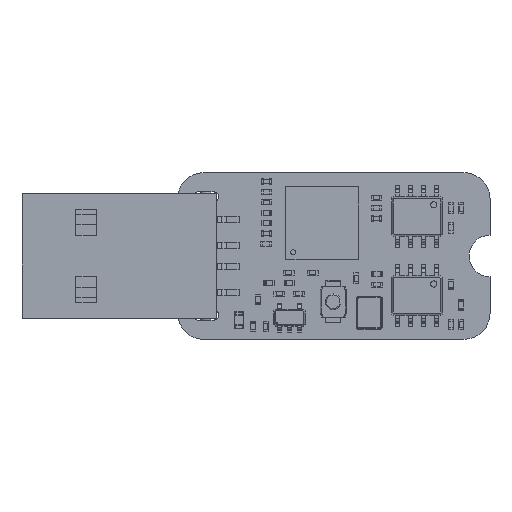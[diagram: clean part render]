
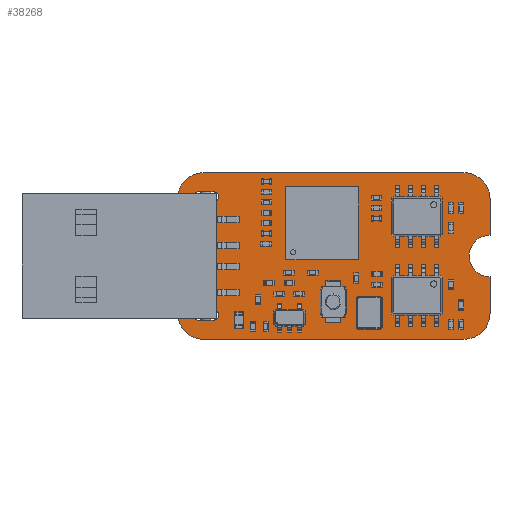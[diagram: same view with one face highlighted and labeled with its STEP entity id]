
A CAD part, top view. The second image highlights one B-rep face of the part: STEP entity #38268.
In plain terms, the highlighted planar face has unit normal (0, 0, 1).
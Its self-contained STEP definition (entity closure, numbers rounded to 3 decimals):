
#37932 = VERTEX_POINT('',#37933);
#37933 = CARTESIAN_POINT('',(127.5,-100.,1.6));
#37939 = EDGE_CURVE('',#37932,#37940,#37942,.T.);
#37940 = VERTEX_POINT('',#37941);
#37941 = CARTESIAN_POINT('',(130.,-102.5,1.6));
#37942 = CIRCLE('',#37943,2.5);
#37943 = AXIS2_PLACEMENT_3D('',#37944,#37945,#37946);
#37944 = CARTESIAN_POINT('',(127.5,-102.5,1.6));
#37945 = DIRECTION('',(0.,0.,-1.));
#37946 = DIRECTION('',(0.,1.,0.));
#37974 = VERTEX_POINT('',#37975);
#37975 = CARTESIAN_POINT('',(102.5,-100.,1.6));
#37981 = EDGE_CURVE('',#37974,#37932,#37982,.T.);
#37982 = LINE('',#37983,#37984);
#37983 = CARTESIAN_POINT('',(102.5,-100.,1.6));
#37984 = VECTOR('',#37985,1.);
#37985 = DIRECTION('',(1.,0.,0.));
#38003 = EDGE_CURVE('',#37940,#38004,#38006,.T.);
#38004 = VERTEX_POINT('',#38005);
#38005 = CARTESIAN_POINT('',(130.,-106.,1.6));
#38006 = LINE('',#38007,#38008);
#38007 = CARTESIAN_POINT('',(130.,-102.5,1.6));
#38008 = VECTOR('',#38009,1.);
#38009 = DIRECTION('',(0.,-1.,0.));
#38268 = ADVANCED_FACE('',(#38269,#38364,#38400,#38411,#38422,#38458,
    #38469,#38480,#38491),#38502,.T.);
#38269 = FACE_BOUND('',#38270,.T.);
#38270 = EDGE_LOOP('',(#38271,#38272,#38273,#38281,#38290,#38298,#38306,
    #38315,#38323,#38331,#38340,#38348,#38356,#38363));
#38271 = ORIENTED_EDGE('',*,*,#37939,.F.);
#38272 = ORIENTED_EDGE('',*,*,#37981,.F.);
#38273 = ORIENTED_EDGE('',*,*,#38274,.F.);
#38274 = EDGE_CURVE('',#38275,#37974,#38277,.T.);
#38275 = VERTEX_POINT('',#38276);
#38276 = CARTESIAN_POINT('',(102.336,-100.003,1.6));
#38277 = LINE('',#38278,#38279);
#38278 = CARTESIAN_POINT('',(102.336,-100.003,1.6));
#38279 = VECTOR('',#38280,1.);
#38280 = DIRECTION('',(1.,0.016,0.));
#38281 = ORIENTED_EDGE('',*,*,#38282,.F.);
#38282 = EDGE_CURVE('',#38283,#38275,#38285,.T.);
#38283 = VERTEX_POINT('',#38284);
#38284 = CARTESIAN_POINT('',(100.,-102.5,1.6));
#38285 = CIRCLE('',#38286,2.498);
#38286 = AXIS2_PLACEMENT_3D('',#38287,#38288,#38289);
#38287 = CARTESIAN_POINT('',(102.498,-102.495,1.6));
#38288 = DIRECTION('',(0.,0.,-1.));
#38289 = DIRECTION('',(-1.,-0.002,-0.));
#38290 = ORIENTED_EDGE('',*,*,#38291,.F.);
#38291 = EDGE_CURVE('',#38292,#38283,#38294,.T.);
#38292 = VERTEX_POINT('',#38293);
#38293 = CARTESIAN_POINT('',(100.,-113.5,1.6));
#38294 = LINE('',#38295,#38296);
#38295 = CARTESIAN_POINT('',(100.,-113.5,1.6));
#38296 = VECTOR('',#38297,1.);
#38297 = DIRECTION('',(0.,1.,0.));
#38298 = ORIENTED_EDGE('',*,*,#38299,.F.);
#38299 = EDGE_CURVE('',#38300,#38292,#38302,.T.);
#38300 = VERTEX_POINT('',#38301);
#38301 = CARTESIAN_POINT('',(100.003,-113.664,1.6));
#38302 = LINE('',#38303,#38304);
#38303 = CARTESIAN_POINT('',(100.003,-113.664,1.6));
#38304 = VECTOR('',#38305,1.);
#38305 = DIRECTION('',(-0.016,1.,0.));
#38306 = ORIENTED_EDGE('',*,*,#38307,.F.);
#38307 = EDGE_CURVE('',#38308,#38300,#38310,.T.);
#38308 = VERTEX_POINT('',#38309);
#38309 = CARTESIAN_POINT('',(102.5,-116.,1.6));
#38310 = CIRCLE('',#38311,2.498);
#38311 = AXIS2_PLACEMENT_3D('',#38312,#38313,#38314);
#38312 = CARTESIAN_POINT('',(102.495,-113.502,1.6));
#38313 = DIRECTION('',(0.,0.,-1.));
#38314 = DIRECTION('',(0.002,-1.,0.));
#38315 = ORIENTED_EDGE('',*,*,#38316,.F.);
#38316 = EDGE_CURVE('',#38317,#38308,#38319,.T.);
#38317 = VERTEX_POINT('',#38318);
#38318 = CARTESIAN_POINT('',(127.5,-116.,1.6));
#38319 = LINE('',#38320,#38321);
#38320 = CARTESIAN_POINT('',(127.5,-116.,1.6));
#38321 = VECTOR('',#38322,1.);
#38322 = DIRECTION('',(-1.,0.,0.));
#38323 = ORIENTED_EDGE('',*,*,#38324,.F.);
#38324 = EDGE_CURVE('',#38325,#38317,#38327,.T.);
#38325 = VERTEX_POINT('',#38326);
#38326 = CARTESIAN_POINT('',(127.664,-115.997,1.6));
#38327 = LINE('',#38328,#38329);
#38328 = CARTESIAN_POINT('',(127.664,-115.997,1.6));
#38329 = VECTOR('',#38330,1.);
#38330 = DIRECTION('',(-1.,-0.016,0.));
#38331 = ORIENTED_EDGE('',*,*,#38332,.F.);
#38332 = EDGE_CURVE('',#38333,#38325,#38335,.T.);
#38333 = VERTEX_POINT('',#38334);
#38334 = CARTESIAN_POINT('',(130.,-113.5,1.6));
#38335 = CIRCLE('',#38336,2.498);
#38336 = AXIS2_PLACEMENT_3D('',#38337,#38338,#38339);
#38337 = CARTESIAN_POINT('',(127.502,-113.505,1.6));
#38338 = DIRECTION('',(0.,0.,-1.));
#38339 = DIRECTION('',(1.,0.002,0.));
#38340 = ORIENTED_EDGE('',*,*,#38341,.F.);
#38341 = EDGE_CURVE('',#38342,#38333,#38344,.T.);
#38342 = VERTEX_POINT('',#38343);
#38343 = CARTESIAN_POINT('',(130.,-110.,1.6));
#38344 = LINE('',#38345,#38346);
#38345 = CARTESIAN_POINT('',(130.,-110.,1.6));
#38346 = VECTOR('',#38347,1.);
#38347 = DIRECTION('',(0.,-1.,0.));
#38348 = ORIENTED_EDGE('',*,*,#38349,.F.);
#38349 = EDGE_CURVE('',#38350,#38342,#38352,.T.);
#38350 = VERTEX_POINT('',#38351);
#38351 = CARTESIAN_POINT('',(129.857,-109.997,1.6));
#38352 = LINE('',#38353,#38354);
#38353 = CARTESIAN_POINT('',(129.857,-109.997,1.6));
#38354 = VECTOR('',#38355,1.);
#38355 = DIRECTION('',(1.,-0.018,0.));
#38356 = ORIENTED_EDGE('',*,*,#38357,.F.);
#38357 = EDGE_CURVE('',#38004,#38350,#38358,.T.);
#38358 = CIRCLE('',#38359,2.001);
#38359 = AXIS2_PLACEMENT_3D('',#38360,#38361,#38362);
#38360 = CARTESIAN_POINT('',(129.999,-108.001,1.6));
#38361 = DIRECTION('',(0.,0.,1.));
#38362 = DIRECTION('',(0.001,1.,-0.));
#38363 = ORIENTED_EDGE('',*,*,#38003,.F.);
#38364 = FACE_BOUND('',#38365,.T.);
#38365 = EDGE_LOOP('',(#38366,#38377,#38385,#38394));
#38366 = ORIENTED_EDGE('',*,*,#38367,.T.);
#38367 = EDGE_CURVE('',#38368,#38370,#38372,.T.);
#38368 = VERTEX_POINT('',#38369);
#38369 = CARTESIAN_POINT('',(101.9,-114.151,1.6));
#38370 = VERTEX_POINT('',#38371);
#38371 = CARTESIAN_POINT('',(101.9,-113.251,1.6));
#38372 = CIRCLE('',#38373,0.45);
#38373 = AXIS2_PLACEMENT_3D('',#38374,#38375,#38376);
#38374 = CARTESIAN_POINT('',(101.9,-113.701,1.6));
#38375 = DIRECTION('',(-0.,0.,-1.));
#38376 = DIRECTION('',(0.,1.,0.));
#38377 = ORIENTED_EDGE('',*,*,#38378,.T.);
#38378 = EDGE_CURVE('',#38370,#38379,#38381,.T.);
#38379 = VERTEX_POINT('',#38380);
#38380 = CARTESIAN_POINT('',(103.5,-113.251,1.6));
#38381 = LINE('',#38382,#38383);
#38382 = CARTESIAN_POINT('',(51.75,-113.251,1.6));
#38383 = VECTOR('',#38384,1.);
#38384 = DIRECTION('',(1.,0.,-0.));
#38385 = ORIENTED_EDGE('',*,*,#38386,.T.);
#38386 = EDGE_CURVE('',#38379,#38387,#38389,.T.);
#38387 = VERTEX_POINT('',#38388);
#38388 = CARTESIAN_POINT('',(103.5,-114.151,1.6));
#38389 = CIRCLE('',#38390,0.45);
#38390 = AXIS2_PLACEMENT_3D('',#38391,#38392,#38393);
#38391 = CARTESIAN_POINT('',(103.5,-113.701,1.6));
#38392 = DIRECTION('',(-0.,0.,-1.));
#38393 = DIRECTION('',(-0.,-1.,0.));
#38394 = ORIENTED_EDGE('',*,*,#38395,.T.);
#38395 = EDGE_CURVE('',#38387,#38368,#38396,.T.);
#38396 = LINE('',#38397,#38398);
#38397 = CARTESIAN_POINT('',(50.95,-114.151,1.6));
#38398 = VECTOR('',#38399,1.);
#38399 = DIRECTION('',(-1.,0.,0.));
#38400 = FACE_BOUND('',#38401,.T.);
#38401 = EDGE_LOOP('',(#38402));
#38402 = ORIENTED_EDGE('',*,*,#38403,.T.);
#38403 = EDGE_CURVE('',#38404,#38404,#38406,.T.);
#38404 = VERTEX_POINT('',#38405);
#38405 = CARTESIAN_POINT('',(102.7,-110.851,1.6));
#38406 = CIRCLE('',#38407,0.55);
#38407 = AXIS2_PLACEMENT_3D('',#38408,#38409,#38410);
#38408 = CARTESIAN_POINT('',(102.7,-110.301,1.6));
#38409 = DIRECTION('',(-0.,0.,-1.));
#38410 = DIRECTION('',(-0.,-1.,0.));
#38411 = FACE_BOUND('',#38412,.T.);
#38412 = EDGE_LOOP('',(#38413));
#38413 = ORIENTED_EDGE('',*,*,#38414,.T.);
#38414 = EDGE_CURVE('',#38415,#38415,#38417,.T.);
#38415 = VERTEX_POINT('',#38416);
#38416 = CARTESIAN_POINT('',(102.7,-106.251,1.6));
#38417 = CIRCLE('',#38418,0.55);
#38418 = AXIS2_PLACEMENT_3D('',#38419,#38420,#38421);
#38419 = CARTESIAN_POINT('',(102.7,-105.701,1.6));
#38420 = DIRECTION('',(-0.,0.,-1.));
#38421 = DIRECTION('',(-0.,-1.,0.));
#38422 = FACE_BOUND('',#38423,.T.);
#38423 = EDGE_LOOP('',(#38424,#38435,#38443,#38452));
#38424 = ORIENTED_EDGE('',*,*,#38425,.T.);
#38425 = EDGE_CURVE('',#38426,#38428,#38430,.T.);
#38426 = VERTEX_POINT('',#38427);
#38427 = CARTESIAN_POINT('',(101.9,-102.751,1.6));
#38428 = VERTEX_POINT('',#38429);
#38429 = CARTESIAN_POINT('',(101.9,-101.851,1.6));
#38430 = CIRCLE('',#38431,0.45);
#38431 = AXIS2_PLACEMENT_3D('',#38432,#38433,#38434);
#38432 = CARTESIAN_POINT('',(101.9,-102.301,1.6));
#38433 = DIRECTION('',(-0.,0.,-1.));
#38434 = DIRECTION('',(0.,1.,0.));
#38435 = ORIENTED_EDGE('',*,*,#38436,.T.);
#38436 = EDGE_CURVE('',#38428,#38437,#38439,.T.);
#38437 = VERTEX_POINT('',#38438);
#38438 = CARTESIAN_POINT('',(103.5,-101.851,1.6));
#38439 = LINE('',#38440,#38441);
#38440 = CARTESIAN_POINT('',(51.75,-101.851,1.6));
#38441 = VECTOR('',#38442,1.);
#38442 = DIRECTION('',(1.,0.,-0.));
#38443 = ORIENTED_EDGE('',*,*,#38444,.T.);
#38444 = EDGE_CURVE('',#38437,#38445,#38447,.T.);
#38445 = VERTEX_POINT('',#38446);
#38446 = CARTESIAN_POINT('',(103.5,-102.751,1.6));
#38447 = CIRCLE('',#38448,0.45);
#38448 = AXIS2_PLACEMENT_3D('',#38449,#38450,#38451);
#38449 = CARTESIAN_POINT('',(103.5,-102.301,1.6));
#38450 = DIRECTION('',(-0.,0.,-1.));
#38451 = DIRECTION('',(0.,-1.,-0.));
#38452 = ORIENTED_EDGE('',*,*,#38453,.T.);
#38453 = EDGE_CURVE('',#38445,#38426,#38454,.T.);
#38454 = LINE('',#38455,#38456);
#38455 = CARTESIAN_POINT('',(50.95,-102.751,1.6));
#38456 = VECTOR('',#38457,1.);
#38457 = DIRECTION('',(-1.,0.,0.));
#38458 = FACE_BOUND('',#38459,.T.);
#38459 = EDGE_LOOP('',(#38460));
#38460 = ORIENTED_EDGE('',*,*,#38461,.T.);
#38461 = EDGE_CURVE('',#38462,#38462,#38464,.T.);
#38462 = VERTEX_POINT('',#38463);
#38463 = CARTESIAN_POINT('',(113.888,-106.3,1.6));
#38464 = CIRCLE('',#38465,0.175);
#38465 = AXIS2_PLACEMENT_3D('',#38466,#38467,#38468);
#38466 = CARTESIAN_POINT('',(113.888,-106.125,1.6));
#38467 = DIRECTION('',(-0.,0.,-1.));
#38468 = DIRECTION('',(-0.,-1.,0.));
#38469 = FACE_BOUND('',#38470,.T.);
#38470 = EDGE_LOOP('',(#38471));
#38471 = ORIENTED_EDGE('',*,*,#38472,.T.);
#38472 = EDGE_CURVE('',#38473,#38473,#38475,.T.);
#38473 = VERTEX_POINT('',#38474);
#38474 = CARTESIAN_POINT('',(115.163,-106.3,1.6));
#38475 = CIRCLE('',#38476,0.175);
#38476 = AXIS2_PLACEMENT_3D('',#38477,#38478,#38479);
#38477 = CARTESIAN_POINT('',(115.163,-106.125,1.6));
#38478 = DIRECTION('',(-0.,0.,-1.));
#38479 = DIRECTION('',(-0.,-1.,0.));
#38480 = FACE_BOUND('',#38481,.T.);
#38481 = EDGE_LOOP('',(#38482));
#38482 = ORIENTED_EDGE('',*,*,#38483,.T.);
#38483 = EDGE_CURVE('',#38484,#38484,#38486,.T.);
#38484 = VERTEX_POINT('',#38485);
#38485 = CARTESIAN_POINT('',(113.888,-105.025,1.6));
#38486 = CIRCLE('',#38487,0.175);
#38487 = AXIS2_PLACEMENT_3D('',#38488,#38489,#38490);
#38488 = CARTESIAN_POINT('',(113.888,-104.85,1.6));
#38489 = DIRECTION('',(-0.,0.,-1.));
#38490 = DIRECTION('',(-0.,-1.,0.));
#38491 = FACE_BOUND('',#38492,.T.);
#38492 = EDGE_LOOP('',(#38493));
#38493 = ORIENTED_EDGE('',*,*,#38494,.T.);
#38494 = EDGE_CURVE('',#38495,#38495,#38497,.T.);
#38495 = VERTEX_POINT('',#38496);
#38496 = CARTESIAN_POINT('',(115.163,-105.025,1.6));
#38497 = CIRCLE('',#38498,0.175);
#38498 = AXIS2_PLACEMENT_3D('',#38499,#38500,#38501);
#38499 = CARTESIAN_POINT('',(115.163,-104.85,1.6));
#38500 = DIRECTION('',(-0.,0.,-1.));
#38501 = DIRECTION('',(-0.,-1.,0.));
#38502 = PLANE('',#38503);
#38503 = AXIS2_PLACEMENT_3D('',#38504,#38505,#38506);
#38504 = CARTESIAN_POINT('',(0.,0.,1.6));
#38505 = DIRECTION('',(0.,0.,1.));
#38506 = DIRECTION('',(1.,0.,-0.));
